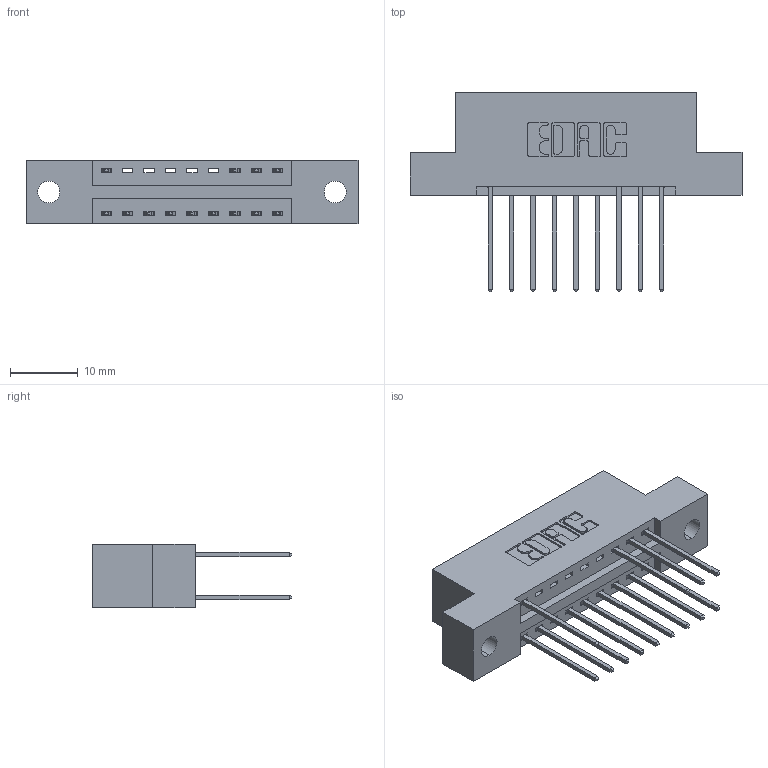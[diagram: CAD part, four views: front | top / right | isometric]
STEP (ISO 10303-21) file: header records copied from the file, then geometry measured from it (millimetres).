
FILE_DESCRIPTION (( 'STEP AP203' ), '1' );
FILE_NAME ('346-018-540-202.STEP', '2018-08-20T08:02:11', ( '' ), ( '' ), 'SwSTEP 2.0', 'SolidWorks 2016', '' );
FILE_SCHEMA (( 'CONFIG_CONTROL_DESIGN' ));
Length unit declared in the file: inch
Products named in the file (3): 346 Part_Flush Mounting Lugs - 0.128 Dia; 345-292-001_345-293-140; 346-018-540-202
Assembly tree (14 placements, depth 2):
  346-018-540-202
    346 Part_Flush Mounting Lugs - 0.128 Dia
    345-292-001_345-293-140  x13
Bounding box: 49.15 x 29.46 x 9.4 mm (x, y, z)
Volume: 4503.9 mm3; surface area: 5376.7 mm2
Topology: 14 solids, 14 shells, 828 faces, 2449 edges, 1614 vertices
Faces by surface type: plane 556, cylinder 272
Entity records: 10177 total; most frequent: CARTESIAN_POINT 1743, ORIENTED_EDGE 1682, DIRECTION 1583, EDGE_CURVE 841, LINE 673, VECTOR 673, VERTEX_POINT 558, AXIS2_PLACEMENT_3D 455
